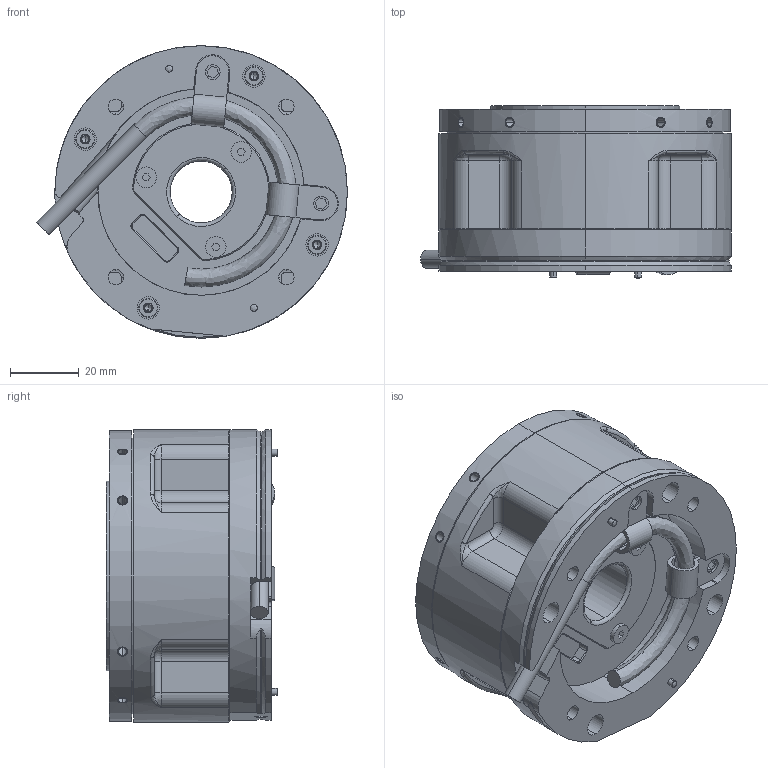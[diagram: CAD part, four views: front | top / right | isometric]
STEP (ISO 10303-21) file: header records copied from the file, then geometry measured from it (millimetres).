
FILE_DESCRIPTION (( 'STEP AP214' ), '1' );
FILE_NAME ('SH250LH Force Sensor (N6).STEP', '2019-11-05T16:52:17', ( '' ), ( '' ), 'SwSTEP 2.0', 'SolidWorks 2013', '' );
FILE_SCHEMA (( 'AUTOMOTIVE_DESIGN' ));
Length unit declared in the file: millimetre
Products named in the file (1): SH250LH Force Sensor (N6)
Bounding box: 90.3 x 49.94 x 85 mm (x, y, z)
Surface area: 50932.3 mm2 (no closed solid volume)
Topology: 0 solids, 64 shells, 1268 faces, 3109 edges, 1983 vertices
Faces by surface type: cylinder 628, plane 338, cone 255, bspline 43, torus 4
Entity records: 54793 total; most frequent: CARTESIAN_POINT 12367, DIRECTION 6635, ORIENTED_EDGE 6012, EDGE_CURVE 3067, AXIS2_PLACEMENT_3D 2797, VERTEX_POINT 1983, CIRCLE 1571, EDGE_LOOP 1445
